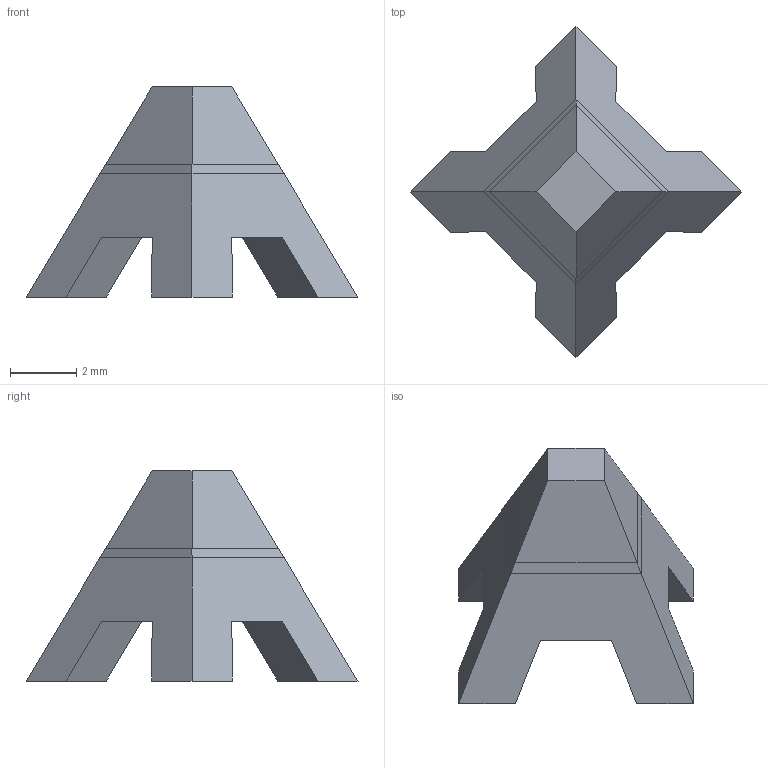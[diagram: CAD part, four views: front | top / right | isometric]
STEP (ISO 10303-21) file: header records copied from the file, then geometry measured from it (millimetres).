
FILE_DESCRIPTION(/* description */ ('STEP AP242','CAx-IF Rec.Pracs.---Representation and Presentation of Product Manufacturing Information (PMI)---4.0---2014-10-13','CAx-IF Rec.Pracs.---3D Tessellated Geometry---0.4---2014-09-14','2;1'),/* implementation_level */ '2;1');
FILE_NAME(/* name */ '67043bc36aafe973277c2b23',/* time_stamp */ '2024-10-07T19:51:32Z',/* author */ (''),/* organization */ (''),/* preprocessor_version */ 'ST-DEVELOPER v20',/* originating_system */ ' ',/* authorisation */ ' ');
FILE_SCHEMA (('AP242_MANAGED_MODEL_BASED_3D_ENGINEERING_MIM_LF { 1 0 10303 442 1 1 4 }'));
Length unit declared in the file: metre
Products named in the file (4): actor-flat-top; Open CASCADE STEP translator 7.6 2; Open CASCADE STEP translator 7.6 6
Assembly tree (3 placements, depth 2):
  actor-flat-top
    Open CASCADE STEP translator 7.6 2
    Open CASCADE STEP translator 7.6 6
    Open CASCADE STEP translator 7.6 6
Bounding box: 10 x 10 x 6.33 mm (x, y, z)
Volume: 86 mm3; surface area: 216.3 mm2
Topology: 3 solids, 3 shells, 30 faces, 72 edges, 48 vertices
Faces by surface type: plane 30
Entity records: 951 total; most frequent: CARTESIAN_POINT 154, ORIENTED_EDGE 144, DIRECTION 140, EDGE_CURVE 72, LINE 72, VECTOR 72, VERTEX_POINT 48, AXIS2_PLACEMENT_3D 34
